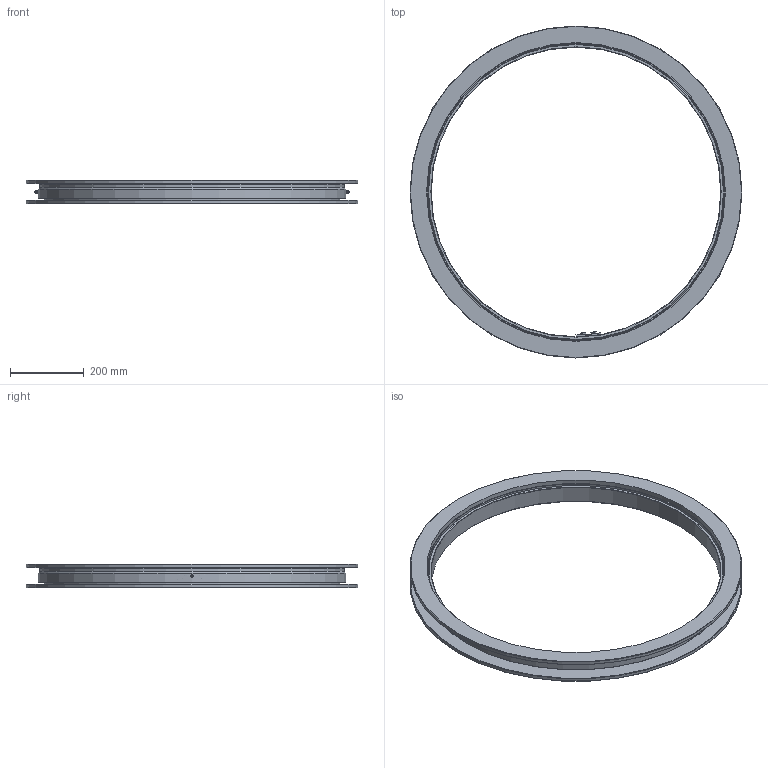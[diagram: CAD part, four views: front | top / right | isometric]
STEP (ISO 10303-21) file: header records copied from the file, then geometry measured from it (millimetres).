
FILE_DESCRIPTION (( 'STEP AP214' ), '1' );
FILE_NAME ('U.900.14 - Cast Iron.STEP', '2021-01-27T11:58:26', ( '' ), ( '' ), 'SwSTEP 2.0', 'SolidWorks 2016', '' );
FILE_SCHEMA (( 'AUTOMOTIVE_DESIGN' ));
Length unit declared in the file: millimetre
Products named in the file (7): Hex Bolt M8x15mm_A4-70; U.900.14 - Plug; Grease nipple M6x1mm; Ball D14; U.900.14 - Cast Iron - OR; U.900.14 - Cast Iron; U.900.14 - Cast Iron - IR
Assembly tree (147 placements, depth 2):
  U.900.14 - Cast Iron
    U.900.14 - Cast Iron - IR
    U.900.14 - Cast Iron - OR
    Ball D14  x140
    Grease nipple M6x1mm  x2
    U.900.14 - Plug
    Hex Bolt M8x15mm_A4-70  x2
Bounding box: 900 x 900 x 65 mm (x, y, z)
Volume: 4751920.2 mm3; surface area: 1186513.5 mm2
Topology: 147 solids, 147 shells, 269 faces, 694 edges, 446 vertices
Faces by surface type: sphere 140, cone 50, plane 49, cylinder 22, torus 8
Full cylindrical faces by diameter (mm): 2.5 x2, 3 x1, 5 x1, 6 x2, 8 x4, 785 x1, 802 x2, 806 x2, 810 x1, 826 x1, 834.391 x1, 900 x2
Entity records: 3959 total; most frequent: CARTESIAN_POINT 1083, DIRECTION 622, AXIS2_PLACEMENT_3D 298, ORIENTED_EDGE 266, PRODUCT_DEFINITION_SHAPE 154, ITEM_DEFINED_TRANSFORMATION 147, CONTEXT_DEPENDENT_SHAPE_REPRESENTATION 147, NEXT_ASSEMBLY_USAGE_OCCURRENCE 147
